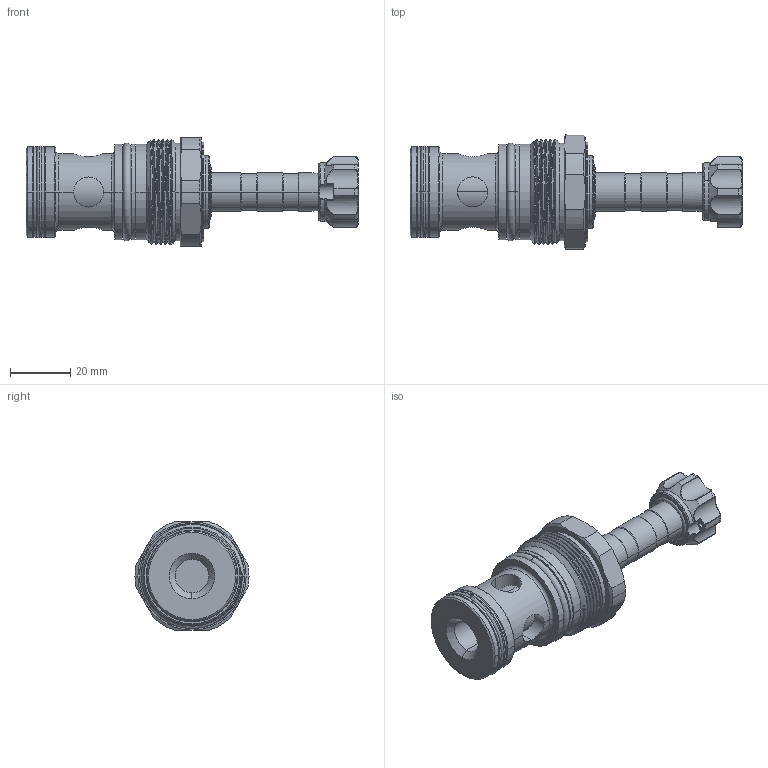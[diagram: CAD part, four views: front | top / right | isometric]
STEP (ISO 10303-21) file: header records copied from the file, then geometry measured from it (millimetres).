
FILE_DESCRIPTION (( 'STEP AP203' ), '1' );
FILE_NAME ('EP35MV2A09N05.STEP', '2020-04-16T03:21:36', ( '' ), ( '' ), 'SwSTEP 2.0', 'SolidWorks 2018', '' );
FILE_SCHEMA (( 'CONFIG_CONTROL_DESIGN' ));
Length unit declared in the file: millimetre
Products named in the file (1): EP35MV2A09N05
Bounding box: 110.35 x 37.9 x 36 mm (x, y, z)
Volume: 50417.6 mm3; surface area: 15851.5 mm2
Topology: 4 solids, 4 shells, 294 faces, 690 edges, 420 vertices
Faces by surface type: cylinder 131, cone 49, torus 43, bspline 38, plane 33
Entity records: 14506 total; most frequent: CARTESIAN_POINT 7982, ORIENTED_EDGE 1376, DIRECTION 1339, EDGE_CURVE 688, AXIS2_PLACEMENT_3D 582, VERTEX_POINT 420, CIRCLE 325, EDGE_LOOP 320
